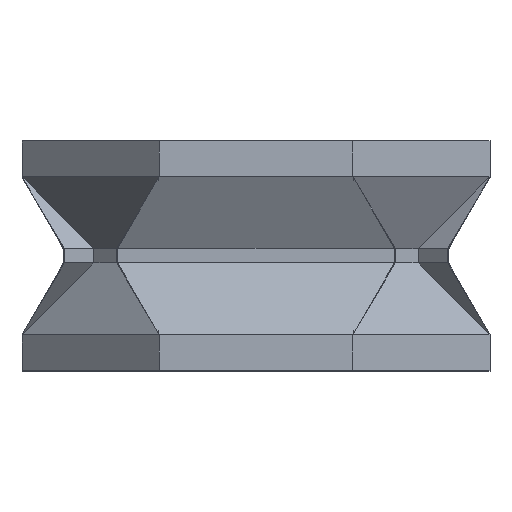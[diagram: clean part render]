
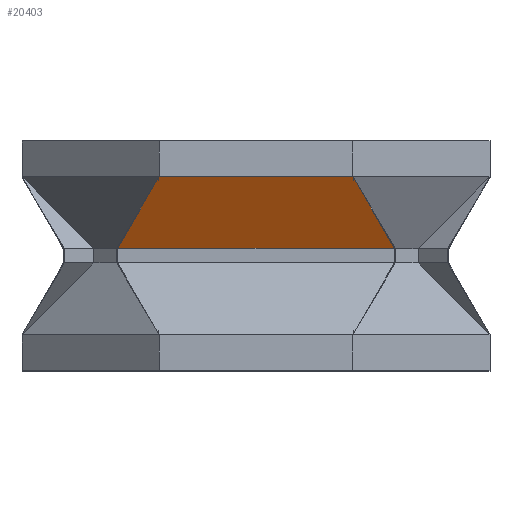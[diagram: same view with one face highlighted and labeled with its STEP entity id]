
A CAD part, top view. The second image highlights one B-rep face of the part: STEP entity #20403.
In plain terms, the highlighted planar face has unit normal (0, -0.5, 0.866).
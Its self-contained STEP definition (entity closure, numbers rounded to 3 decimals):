
#1099=FACE_OUTER_BOUND('',#2207,.T.);
#2207=EDGE_LOOP('',(#18111,#18112,#18113,#18114));
#4794=LINE('',#31748,#7642);
#4952=LINE('',#32066,#7800);
#5055=LINE('',#32270,#7903);
#5056=LINE('',#32271,#7904);
#7642=VECTOR('',#26087,10.);
#7800=VECTOR('',#26349,10.);
#7903=VECTOR('',#26548,10.);
#7904=VECTOR('',#26549,10.);
#9507=VERTEX_POINT('',#31741);
#9509=VERTEX_POINT('',#31747);
#9615=VERTEX_POINT('',#32062);
#9617=VERTEX_POINT('',#32065);
#12234=EDGE_CURVE('',#9509,#9507,#4794,.T.);
#12392=EDGE_CURVE('',#9615,#9617,#4952,.T.);
#12495=EDGE_CURVE('',#9617,#9509,#5055,.T.);
#12496=EDGE_CURVE('',#9507,#9615,#5056,.T.);
#18111=ORIENTED_EDGE('',*,*,#12495,.F.);
#18112=ORIENTED_EDGE('',*,*,#12392,.F.);
#18113=ORIENTED_EDGE('',*,*,#12496,.F.);
#18114=ORIENTED_EDGE('',*,*,#12234,.F.);
#19297=PLANE('',#21532);
#20403=ADVANCED_FACE('',(#1099),#19297,.F.);
#21532=AXIS2_PLACEMENT_3D('',#32269,#26546,#26547);
#26087=DIRECTION('',(1.,0.,0.));
#26349=DIRECTION('',(-1.,0.,0.));
#26546=DIRECTION('center_axis',(0.,0.5,-0.866));
#26547=DIRECTION('ref_axis',(1.,0.,0.));
#26548=DIRECTION('',(0.447,0.775,0.447));
#26549=DIRECTION('',(0.447,-0.775,-0.447));
#31741=CARTESIAN_POINT('',(13.5,22.,32.592));
#31747=CARTESIAN_POINT('',(-13.5,22.,32.592));
#31748=CARTESIAN_POINT('',(-13.5,22.,32.592));
#32062=CARTESIAN_POINT('',(19.274,12.,26.818));
#32065=CARTESIAN_POINT('',(-19.274,12.,26.818));
#32066=CARTESIAN_POINT('',(0.,12.,26.818));
#32269=CARTESIAN_POINT('Origin',(0.,17.,29.705));
#32270=CARTESIAN_POINT('',(-17.123,15.725,28.969));
#32271=CARTESIAN_POINT('',(13.305,22.338,32.787));
